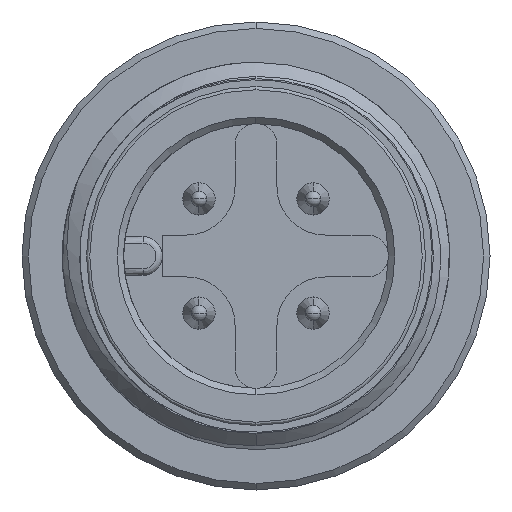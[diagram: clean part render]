
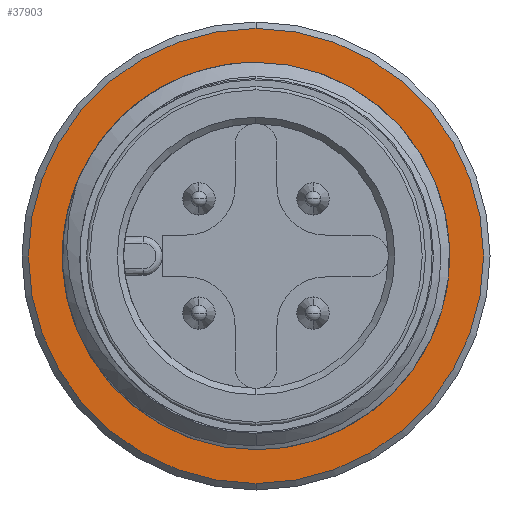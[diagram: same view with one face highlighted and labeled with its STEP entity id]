
A CAD part, left-side view. The second image highlights one B-rep face of the part: STEP entity #37903.
In plain terms, the highlighted planar face has unit normal (-1, 0, 0).
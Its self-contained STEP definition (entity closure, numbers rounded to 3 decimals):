
#2248 = FACE_BOUND ( 'NONE', #16952, .T. ) ;
#3464 = DIRECTION ( 'NONE',  ( -1., 0., 0. ) ) ;
#4916 = EDGE_CURVE ( 'NONE', #21308, #25082, #24629, .T. ) ;
#7136 = ORIENTED_EDGE ( 'NONE', *, *, #34074, .T. ) ;
#7370 = ORIENTED_EDGE ( 'NONE', *, *, #31010, .T. ) ;
#7447 = DIRECTION ( 'NONE',  ( -1., 0., 0. ) ) ;
#11088 = DIRECTION ( 'NONE',  ( 0., 0., -1. ) ) ;
#13027 = CIRCLE ( 'NONE', #31125, 7.05 ) ;
#13173 = AXIS2_PLACEMENT_3D ( 'NONE', #22483, #3464, #26620 ) ;
#13214 = VERTEX_POINT ( 'NONE', #17478 ) ;
#14562 = DIRECTION ( 'NONE',  ( -1., 0., 0. ) ) ;
#15195 = ORIENTED_EDGE ( 'NONE', *, *, #40628, .F. ) ;
#16014 = PLANE ( 'NONE',  #20523 ) ;
#16173 = CIRCLE ( 'NONE', #13173, 6. ) ;
#16952 = EDGE_LOOP ( 'NONE', ( #41898, #15195 ) ) ;
#17478 = CARTESIAN_POINT ( 'NONE',  ( 7.3, 0., -7.05 ) ) ;
#20523 = AXIS2_PLACEMENT_3D ( 'NONE', #35703, #22184, #39992 ) ;
#21099 = VERTEX_POINT ( 'NONE', #25010 ) ;
#21308 = VERTEX_POINT ( 'NONE', #23682 ) ;
#21998 = FACE_OUTER_BOUND ( 'NONE', #40215, .T. ) ;
#22184 = DIRECTION ( 'NONE',  ( 1., 0., 0. ) ) ;
#22483 = CARTESIAN_POINT ( 'NONE',  ( 7.3, 0., 0. ) ) ;
#22593 = CARTESIAN_POINT ( 'NONE',  ( 7.3, 0., 0. ) ) ;
#23682 = CARTESIAN_POINT ( 'NONE',  ( 7.3, 0., 6. ) ) ;
#24629 = CIRCLE ( 'NONE', #41252, 6. ) ;
#25010 = CARTESIAN_POINT ( 'NONE',  ( 7.3, 0., 7.05 ) ) ;
#25082 = VERTEX_POINT ( 'NONE', #31997 ) ;
#25673 = AXIS2_PLACEMENT_3D ( 'NONE', #27891, #14562, #11088 ) ;
#26620 = DIRECTION ( 'NONE',  ( 0., 0., 1. ) ) ;
#27411 = CIRCLE ( 'NONE', #25673, 7.05 ) ;
#27891 = CARTESIAN_POINT ( 'NONE',  ( 7.3, 0., 0. ) ) ;
#31010 = EDGE_CURVE ( 'NONE', #21099, #13214, #13027, .T. ) ;
#31125 = AXIS2_PLACEMENT_3D ( 'NONE', #22593, #39563, #39163 ) ;
#31997 = CARTESIAN_POINT ( 'NONE',  ( 7.3, 0., -6. ) ) ;
#33679 = CARTESIAN_POINT ( 'NONE',  ( 7.3, 0., 0. ) ) ;
#34074 = EDGE_CURVE ( 'NONE', #13214, #21099, #27411, .T. ) ;
#35703 = CARTESIAN_POINT ( 'NONE',  ( 7.3, 6., 0. ) ) ;
#37294 = DIRECTION ( 'NONE',  ( 0., 0., 1. ) ) ;
#37903 = ADVANCED_FACE ( 'NONE', ( #21998, #2248 ), #16014, .F. ) ;
#39163 = DIRECTION ( 'NONE',  ( 0., 0., -1. ) ) ;
#39563 = DIRECTION ( 'NONE',  ( -1., 0., 0. ) ) ;
#39992 = DIRECTION ( 'NONE',  ( 0., 0., -1. ) ) ;
#40215 = EDGE_LOOP ( 'NONE', ( #7136, #7370 ) ) ;
#40628 = EDGE_CURVE ( 'NONE', #25082, #21308, #16173, .T. ) ;
#41252 = AXIS2_PLACEMENT_3D ( 'NONE', #33679, #7447, #37294 ) ;
#41898 = ORIENTED_EDGE ( 'NONE', *, *, #4916, .F. ) ;
